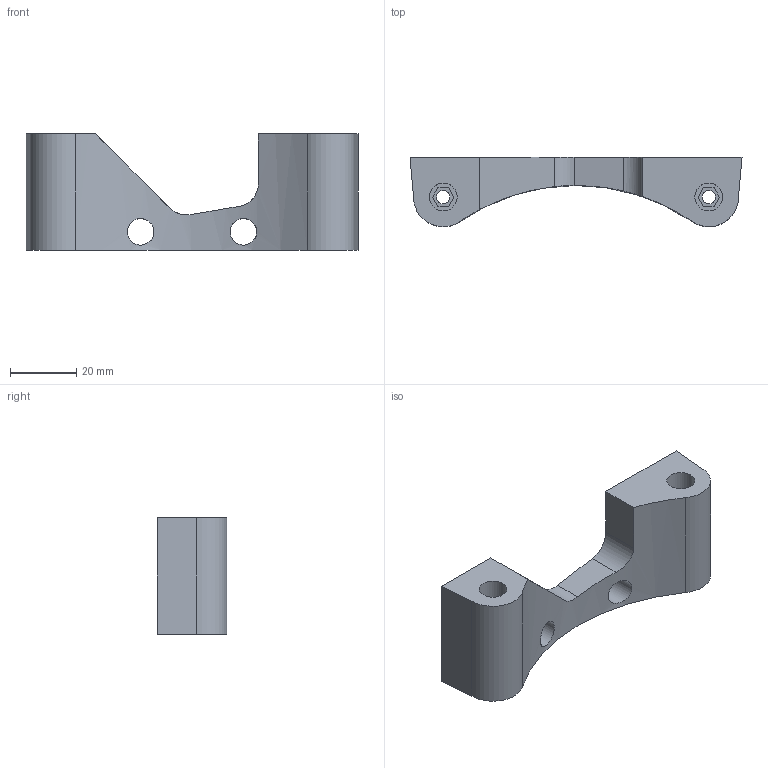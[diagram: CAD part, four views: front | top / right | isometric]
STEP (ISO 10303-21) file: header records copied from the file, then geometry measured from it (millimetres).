
FILE_DESCRIPTION(('FreeCAD Model'),'2;1');
FILE_NAME('y-motor-mount_black_v1.step','2016-11-08T15:14:07',( 'Author'),(''),'Open CASCADE STEP processor 6.8','FreeCAD','Unknown' );
FILE_SCHEMA(('AUTOMOTIVE_DESIGN_CC2 { 1 2 10303 214 -1 1 5 4 }'));
Length unit declared in the file: millimetre
Products named in the file (2): ASSEMBLY; Pocket006
Assembly tree (1 placements, depth 2):
  ASSEMBLY
    Pocket006
Bounding box: 100 x 20.94 x 35 mm (x, y, z)
Volume: 35532.4 mm3; surface area: 12181.4 mm2
Topology: 1 solids, 1 shells, 52 faces, 118 edges, 78 vertices
Faces by surface type: plane 31, cylinder 17, cone 4
Full cylindrical faces by diameter (mm): 4 x2, 4.6 x4, 8 x2, 8.4 x2, 9.2 x2
Entity records: 4983 total; most frequent: CARTESIAN_POINT 2543, DIRECTION 443, LINE 242, VECTOR 242, ORIENTED_EDGE 236, PCURVE 236, DEFINITIONAL_REPRESENTATION 236, EDGE_CURVE 118
